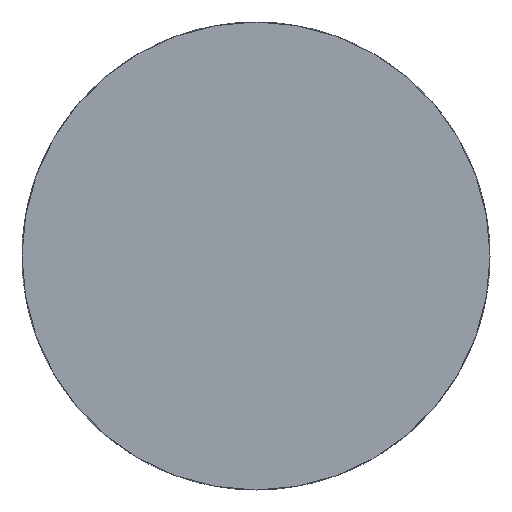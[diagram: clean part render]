
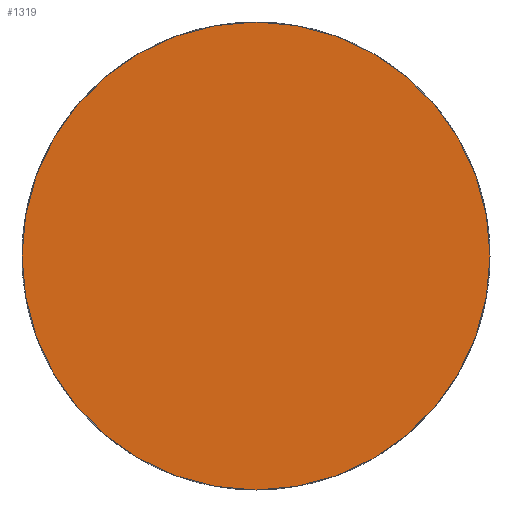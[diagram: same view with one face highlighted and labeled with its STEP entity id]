
A CAD part, front view. The second image highlights one B-rep face of the part: STEP entity #1319.
In plain terms, the highlighted planar face has unit normal (0, -1, 0).
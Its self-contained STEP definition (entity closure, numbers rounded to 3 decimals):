
#148=FACE_OUTER_BOUND('',#217,.T.);
#217=EDGE_LOOP('',(#1203,#1204));
#441=CIRCLE('',#1415,250.);
#442=CIRCLE('',#1416,250.);
#600=VERTEX_POINT('',#2268);
#601=VERTEX_POINT('',#2270);
#776=EDGE_CURVE('',#600,#601,#441,.T.);
#777=EDGE_CURVE('',#601,#600,#442,.T.);
#1203=ORIENTED_EDGE('',*,*,#777,.F.);
#1204=ORIENTED_EDGE('',*,*,#776,.F.);
#1250=PLANE('',#1476);
#1319=ADVANCED_FACE('',(#148),#1250,.F.);
#1415=AXIS2_PLACEMENT_3D('',#2271,#1720,#1721);
#1416=AXIS2_PLACEMENT_3D('',#2272,#1722,#1723);
#1476=AXIS2_PLACEMENT_3D('',#2332,#1842,#1843);
#1720=DIRECTION('center_axis',(0.,1.,0.));
#1721=DIRECTION('ref_axis',(-1.,0.,0.));
#1722=DIRECTION('center_axis',(0.,1.,0.));
#1723=DIRECTION('ref_axis',(-1.,0.,0.));
#1842=DIRECTION('center_axis',(0.,1.,0.));
#1843=DIRECTION('ref_axis',(0.,0.,1.));
#2268=CARTESIAN_POINT('',(250.,0.,0.));
#2270=CARTESIAN_POINT('',(-250.,0.,0.));
#2271=CARTESIAN_POINT('Origin',(0.,0.,0.));
#2272=CARTESIAN_POINT('Origin',(0.,0.,0.));
#2332=CARTESIAN_POINT('Origin',(0.,0.,0.));
